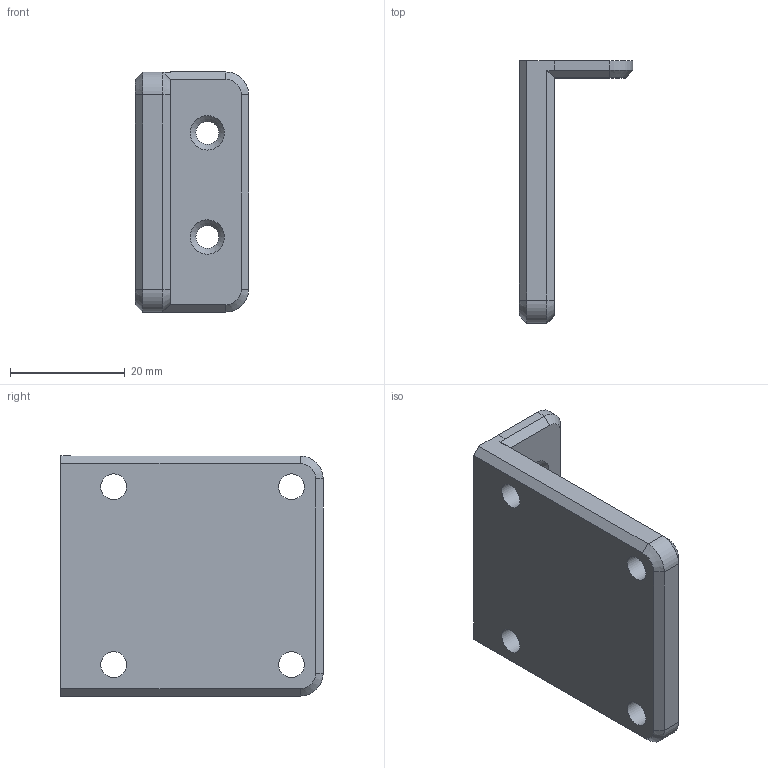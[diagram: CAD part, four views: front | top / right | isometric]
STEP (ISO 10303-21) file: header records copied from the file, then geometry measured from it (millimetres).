
FILE_DESCRIPTION(/* description */ (''),/* implementation_level */ '2;1');
FILE_NAME(/* name */ 'EXTRUDER MOUNT v1.step',/* time_stamp */ '2025-07-04T18:00:15+05:30',/* author */ (''),/* organization */ (''),/* preprocessor_version */ 'ST-DEVELOPER v20.1',/* originating_system */ 'Autodesk Translation Framework v14.10.0.0',/* authorisation */ '');
FILE_SCHEMA (('AUTOMOTIVE_DESIGN { 1 0 10303 214 3 1 1 }'));
Length unit declared in the file: millimetre
Products named in the file (1): EXTRUDER MOUNT
Bounding box: 19.78 x 45.73 x 41.86 mm (x, y, z)
Volume: 12607.2 mm3; surface area: 6050.8 mm2
Topology: 1 solids, 1 shells, 37 faces, 90 edges, 55 vertices
Faces by surface type: plane 19, cylinder 10, cone 8
Full cylindrical faces by diameter (mm): 4 x2, 4.505 x4
Entity records: 1136 total; most frequent: DIRECTION 194, CARTESIAN_POINT 183, ORIENTED_EDGE 180, EDGE_CURVE 90, AXIS2_PLACEMENT_3D 66, LINE 62, VECTOR 62, VERTEX_POINT 55
